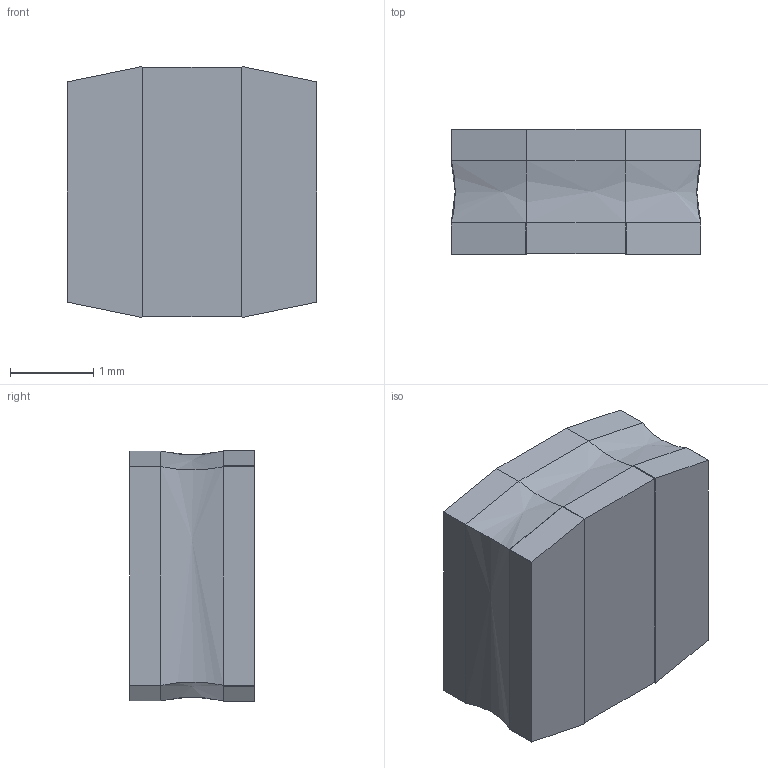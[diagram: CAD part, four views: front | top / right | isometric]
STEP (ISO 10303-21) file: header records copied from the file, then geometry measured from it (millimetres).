
FILE_DESCRIPTION (( 'STEP AP214' ), '1' );
FILE_NAME ('VLS3015CX(3Dmodel).STEP', '2018-07-05T00:52:51', ( '' ), ( '' ), 'SwSTEP 2.0', 'SolidWorks 2018', '' );
FILE_SCHEMA (( 'AUTOMOTIVE_DESIGN' ));
Length unit declared in the file: millimetre
Products named in the file (1): VLS3015CX(3Dmodel)
Bounding box: 3 x 1.5 x 3.02 mm (x, y, z)
Volume: 12.7 mm3; surface area: 34.4 mm2
Topology: 1 solids, 1 shells, 46 faces, 104 edges, 60 vertices
Faces by surface type: plane 38, bspline 8
Entity records: 1562 total; most frequent: CARTESIAN_POINT 383, ORIENTED_EDGE 208, DIRECTION 154, EDGE_CURVE 104, VECTOR 76, LINE 76, VERTEX_POINT 60, EDGE_LOOP 46
